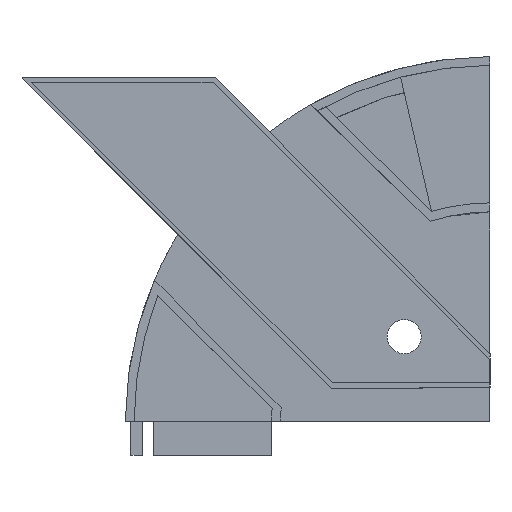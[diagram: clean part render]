
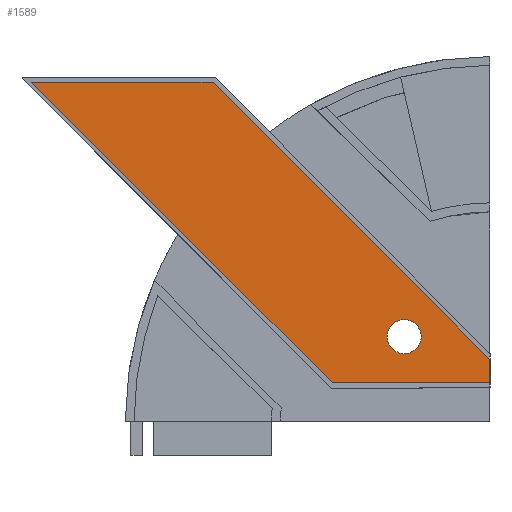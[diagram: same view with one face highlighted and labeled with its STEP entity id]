
A CAD part, top view. The second image highlights one B-rep face of the part: STEP entity #1589.
In plain terms, the highlighted planar face has unit normal (0, 0, 1).
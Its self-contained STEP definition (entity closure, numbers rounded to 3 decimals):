
#14=FACE_BOUND('',#180,.T.);
#35=CIRCLE('',#1685,7.5);
#94=FACE_OUTER_BOUND('',#179,.T.);
#179=EDGE_LOOP('',(#1160,#1161,#1162,#1163,#1164));
#180=EDGE_LOOP('',(#1165));
#331=LINE('',#2413,#530);
#333=LINE('',#2417,#532);
#334=LINE('',#2419,#533);
#335=LINE('',#2421,#534);
#336=LINE('',#2422,#535);
#530=VECTOR('',#1932,10.);
#532=VECTOR('',#1936,10.);
#533=VECTOR('',#1937,10.);
#534=VECTOR('',#1938,10.);
#535=VECTOR('',#1939,10.);
#687=VERTEX_POINT('',#2355);
#711=VERTEX_POINT('',#2410);
#712=VERTEX_POINT('',#2412);
#713=VERTEX_POINT('',#2416);
#714=VERTEX_POINT('',#2418);
#715=VERTEX_POINT('',#2420);
#856=EDGE_CURVE('',#687,#687,#35,.T.);
#884=EDGE_CURVE('',#712,#711,#331,.T.);
#886=EDGE_CURVE('',#711,#713,#333,.T.);
#887=EDGE_CURVE('',#713,#714,#334,.T.);
#888=EDGE_CURVE('',#714,#715,#335,.T.);
#889=EDGE_CURVE('',#715,#712,#336,.T.);
#1160=ORIENTED_EDGE('',*,*,#884,.T.);
#1161=ORIENTED_EDGE('',*,*,#886,.T.);
#1162=ORIENTED_EDGE('',*,*,#887,.T.);
#1163=ORIENTED_EDGE('',*,*,#888,.T.);
#1164=ORIENTED_EDGE('',*,*,#889,.T.);
#1165=ORIENTED_EDGE('',*,*,#856,.T.);
#1515=PLANE('',#1692);
#1589=ADVANCED_FACE('',(#94,#14),#1515,.T.);
#1685=AXIS2_PLACEMENT_3D('',#2356,#1893,#1894);
#1692=AXIS2_PLACEMENT_3D('',#2415,#1934,#1935);
#1893=DIRECTION('center_axis',(0.,0.,-1.));
#1894=DIRECTION('ref_axis',(-1.,0.,0.));
#1932=DIRECTION('',(-1.,0.,0.));
#1934=DIRECTION('center_axis',(0.,0.,1.));
#1935=DIRECTION('ref_axis',(1.,0.,0.));
#1936=DIRECTION('',(0.707,-0.707,0.));
#1937=DIRECTION('',(1.,0.,0.));
#1938=DIRECTION('',(0.,1.,0.));
#1939=DIRECTION('',(-0.707,0.707,0.));
#2355=CARTESIAN_POINT('',(-31.294,39.291,5.));
#2356=CARTESIAN_POINT('Origin',(-38.794,39.291,5.));
#2410=CARTESIAN_POINT('',(-202.91,151.378,5.));
#2412=CARTESIAN_POINT('',(-122.976,151.353,5.));
#2413=CARTESIAN_POINT('',(-110.247,151.349,5.));
#2415=CARTESIAN_POINT('Origin',(-96.539,85.245,5.));
#2416=CARTESIAN_POINT('',(-70.532,19.,5.));
#2417=CARTESIAN_POINT('',(-93.595,42.063,5.));
#2418=CARTESIAN_POINT('',(-1.021,19.,5.));
#2419=CARTESIAN_POINT('',(-43.081,19.,5.));
#2420=CARTESIAN_POINT('',(-1.021,29.398,5.));
#2421=CARTESIAN_POINT('',(-1.021,-48.045,5.));
#2422=CARTESIAN_POINT('',(-38.759,67.136,5.));
